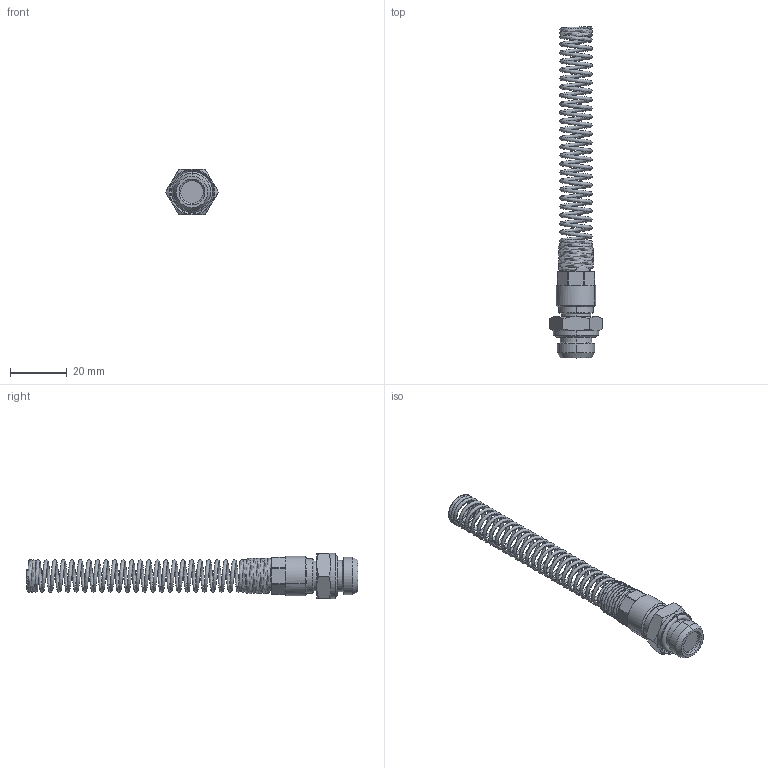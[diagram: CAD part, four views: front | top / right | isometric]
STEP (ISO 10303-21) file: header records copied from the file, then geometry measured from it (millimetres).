
FILE_DESCRIPTION (( 'STEP AP214' ), '1' );
FILE_NAME ('0102800006.step', '2012-09-28T13:20:30', ( '' ), ( '' ), 'SwSTEP 2.0', 'SolidWorks 2012', '' );
FILE_SCHEMA (( 'AUTOMOTIVE_DESIGN' ));
Length unit declared in the file: millimetre
Products named in the file (1): 0102800006
Bounding box: 18.48 x 116.5 x 16 mm (x, y, z)
Volume: 6794.7 mm3; surface area: 8174.4 mm2
Topology: 4 solids, 4 shells, 123 faces, 272 edges, 163 vertices
Faces by surface type: cone 42, cylinder 39, plane 28, torus 10, bspline 4
Entity records: 21300 total; most frequent: CARTESIAN_POINT 17272, ORIENTED_EDGE 544, DIRECTION 542, EDGE_CURVE 272, AXIS2_PLACEMENT_3D 230, VERTEX_POINT 163, EDGE_LOOP 133, UNCERTAINTY_MEASURE_WITH_UNIT 129
